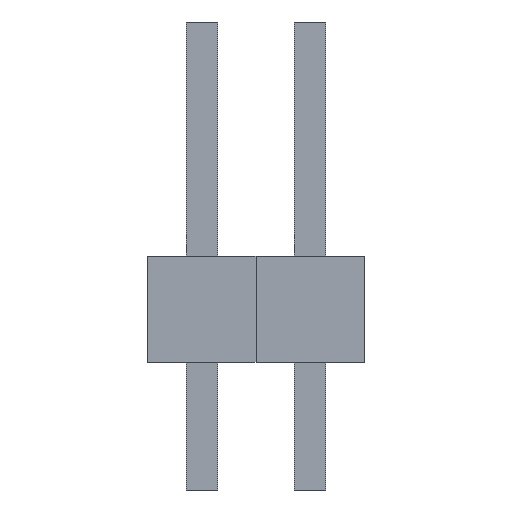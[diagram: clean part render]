
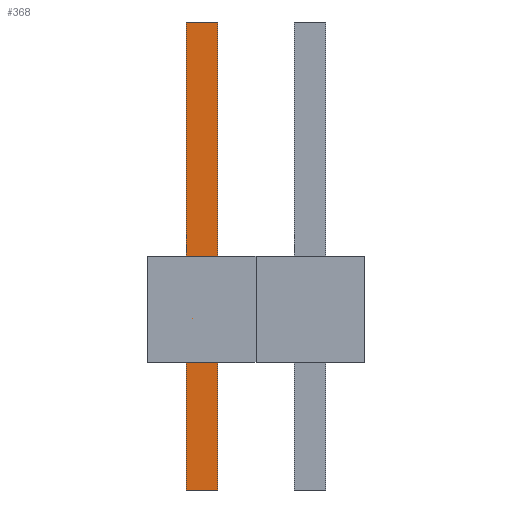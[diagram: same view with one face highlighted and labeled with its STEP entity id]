
A CAD part, front view. The second image highlights one B-rep face of the part: STEP entity #368.
In plain terms, the highlighted planar face has unit normal (0, -1, 0).
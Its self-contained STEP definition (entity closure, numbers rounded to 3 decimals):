
#13=DIRECTION('',(0.,0.,1.));
#14=DIRECTION('',(1.,0.,0.));
#209=VECTOR('',#13,1.);
#216=DIRECTION('',(0.,1.,0.));
#258=VECTOR('',#14,1.);
#322=EDGE_CURVE('',#323,#325,#327,.T.);
#323=VERTEX_POINT('',#324);
#324=CARTESIAN_POINT('',(-0.371,-0.371,-3.));
#325=VERTEX_POINT('',#326);
#326=CARTESIAN_POINT('',(-0.371,-0.371,8.));
#327=LINE('',#324,#209);
#346=ORIENTED_EDGE('',*,*,#347,.F.);
#347=EDGE_CURVE('',#348,#350,#352,.T.);
#348=VERTEX_POINT('',#349);
#349=CARTESIAN_POINT('',(0.371,-0.371,-3.));
#350=VERTEX_POINT('',#351);
#351=CARTESIAN_POINT('',(0.371,-0.371,8.));
#352=LINE('',#349,#209);
#368=ADVANCED_FACE('',(#369),#378,.F.);
#369=FACE_BOUND('',#370,.F.);
#370=EDGE_LOOP('',(#371,#374,#375,#346));
#371=ORIENTED_EDGE('',*,*,#372,.F.);
#372=EDGE_CURVE('',#323,#348,#373,.T.);
#373=LINE('',#324,#258);
#374=ORIENTED_EDGE('',*,*,#322,.T.);
#375=ORIENTED_EDGE('',*,*,#376,.T.);
#376=EDGE_CURVE('',#325,#350,#377,.T.);
#377=LINE('',#326,#258);
#378=PLANE('',#379);
#379=AXIS2_PLACEMENT_3D('',#324,#216,#13);
